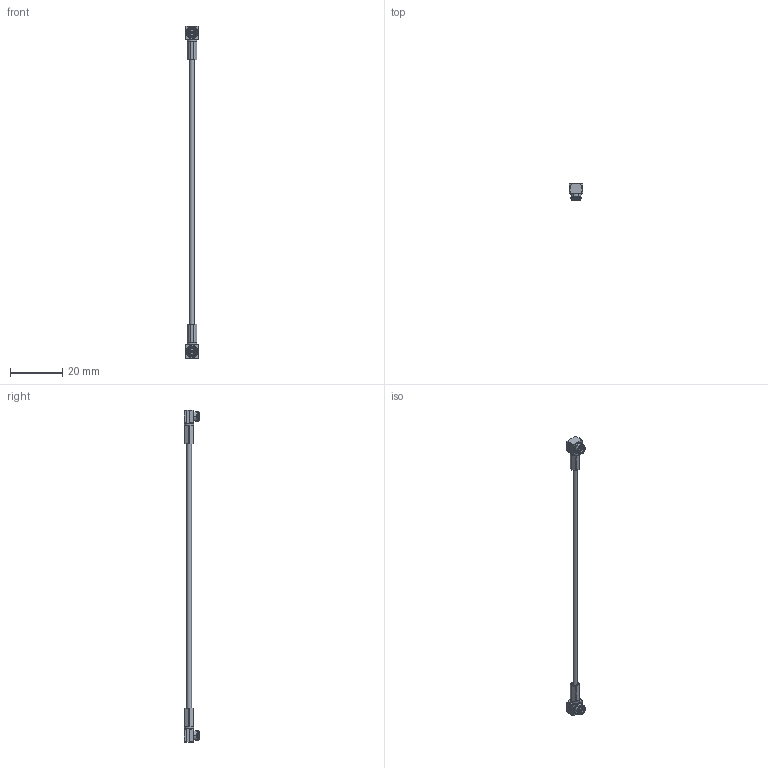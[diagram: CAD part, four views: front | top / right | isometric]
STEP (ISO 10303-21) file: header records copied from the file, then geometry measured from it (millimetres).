
FILE_DESCRIPTION (( 'STEP AP203' ), '1' );
FILE_NAME ('PE3C3987LF_3D.step', '2022-03-01T17:24:48', ( '' ), ( '' ), 'SwSTEP 2.0', 'SolidWorks 2021', '' );
FILE_SCHEMA (( 'CONFIG_CONTROL_DESIGN' ));
Length unit declared in the file: inch
Products named in the file (3): PE3C3987LF_3D; RG178BU^PE3C3987LF_RG178B-U; PE45254^PE3C3987LF_Crimped
Assembly tree (3 placements, depth 2):
  PE3C3987LF_3D
    RG178BU^PE3C3987LF_RG178B-U
    PE45254^PE3C3987LF_Crimped  x2
Bounding box: 5 x 6.11 x 127.55 mm (x, y, z)
Volume: 577.1 mm3; surface area: 1405.3 mm2
Topology: 5 solids, 5 shells, 271 faces, 680 edges, 440 vertices
Faces by surface type: plane 155, cone 62, cylinder 52, torus 2
Full cylindrical faces by diameter (mm): 0.762 x2, 0.9 x2, 1.016 x3, 1.829 x1, 1.887 x2, 2.134 x2, 2.6 x2, 3.117 x2, 3.349 x2, 3.362 x2, 3.4 x2, 3.464 x2, 3.628 x2, 3.786 x2
Entity records: 4359 total; most frequent: CARTESIAN_POINT 1010, ORIENTED_EDGE 636, DIRECTION 606, EDGE_CURVE 318, AXIS2_PLACEMENT_3D 252, VERTEX_POINT 216, EDGE_LOOP 170, FACE_OUTER_BOUND 154
